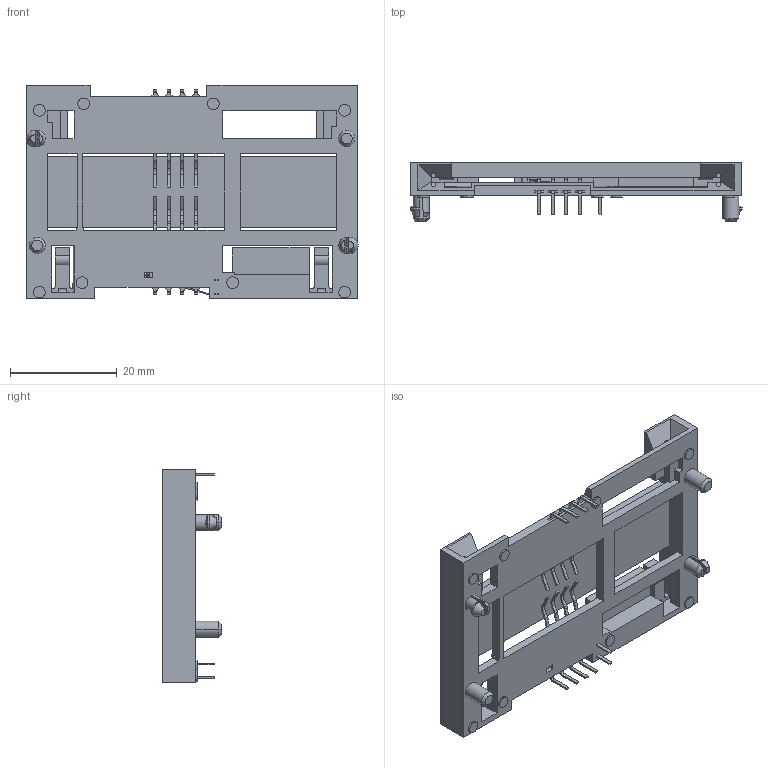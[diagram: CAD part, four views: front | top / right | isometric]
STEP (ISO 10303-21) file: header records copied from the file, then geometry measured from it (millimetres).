
FILE_DESCRIPTION((''),'2;1');
FILE_NAME('7334L2622F01LFC','2010-03-03T',('KaBabu'),('FCI - ELX Division'),'PRO/ENGINEER BY PARAMETRIC TECHNOLOGY CORPORATION, 2008010','PRO/ENGINEER BY PARAMETRIC TECHNOLOGY CORPORATION, 2008010','');
FILE_SCHEMA(('CONFIG_CONTROL_DESIGN'));
Length unit declared in the file: millimetre
Products named in the file (1): 7334L2622F01LFC
Bounding box: 62.19 x 11 x 40 mm (x, y, z)
Volume: 7175.2 mm3; surface area: 7689.4 mm2
Topology: 1 solids, 1 shells, 616 faces, 1533 edges, 933 vertices
Faces by surface type: plane 486, cylinder 118, cone 10, bspline 2
Entity records: 18093 total; most frequent: CARTESIAN_POINT 3411, ORIENTED_EDGE 3066, DIRECTION 2933, EDGE_CURVE 1533, VECTOR 1263, LINE 1263, VERTEX_POINT 933, AXIS2_PLACEMENT_3D 835
